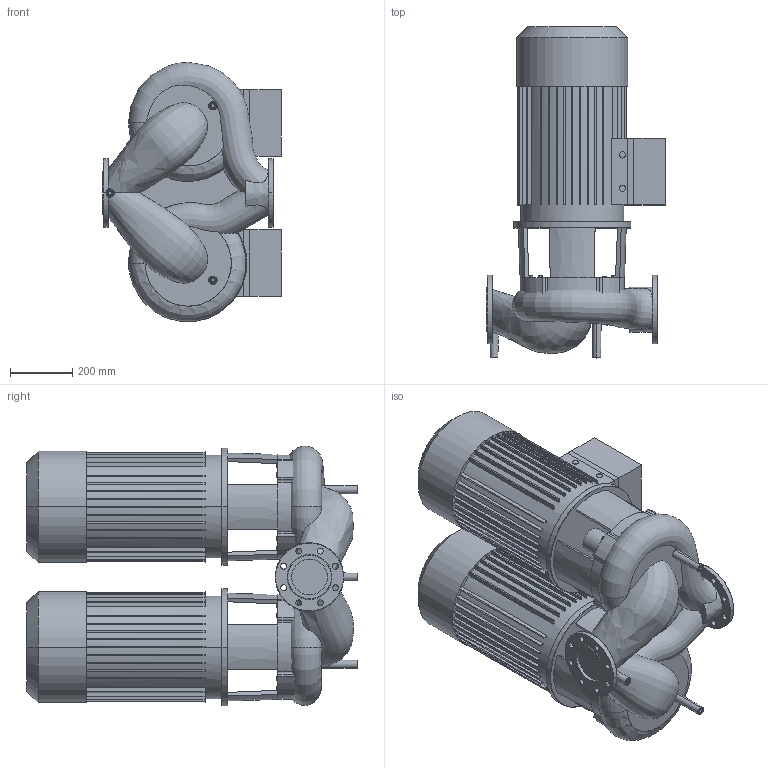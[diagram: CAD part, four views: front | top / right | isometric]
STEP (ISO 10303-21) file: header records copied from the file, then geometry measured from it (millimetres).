
FILE_DESCRIPTION((''),'2;1');
FILE_NAME('3d_DL100_190-30_2-2121068.stp','2016-05-24T12:44:51',(''),(''),'Mechanical Desktop 2009','Mechanical Desktop 2009',', , ');
FILE_SCHEMA(('CONFIG_CONTROL_DESIGN'));
Length unit declared in the file: millimetre
Products named in the file (1): Product
Bounding box: 574 x 1064.5 x 832.37 mm (x, y, z)
Volume: 189902669.6 mm3; surface area: 5389290.2 mm2
Topology: 17 solids, 17 shells, 776 faces, 2117 edges, 1405 vertices
Faces by surface type: bspline 328, plane 250, cylinder 180, cone 14, torus 4
Entity records: 46896 total; most frequent: CARTESIAN_POINT 27777, ORIENTED_EDGE 4226, DIRECTION 3554, EDGE_CURVE 2113, VERTEX_POINT 1403, AXIS2_PLACEMENT_3D 1185, VECTOR 1184, LINE 1184
